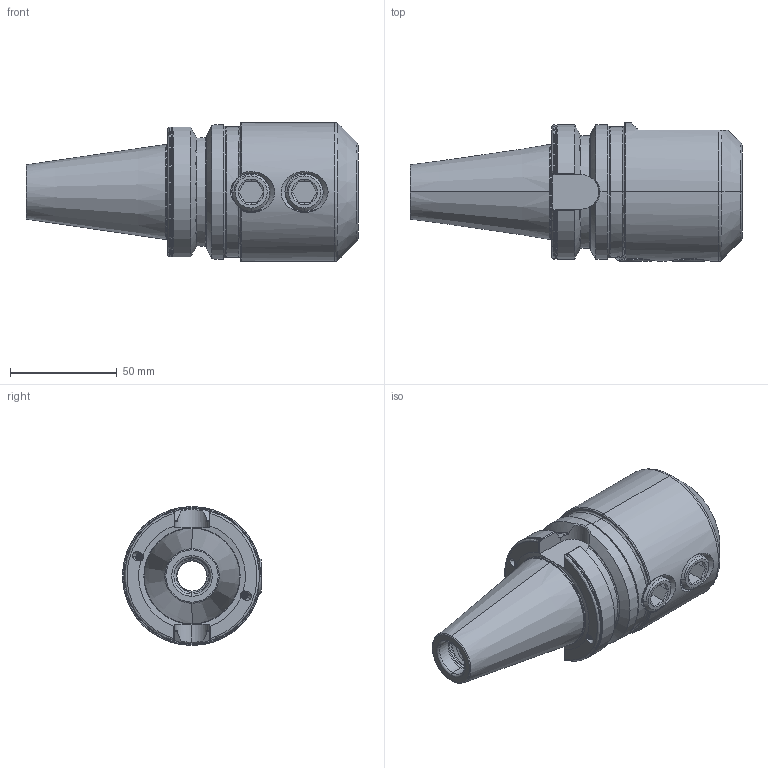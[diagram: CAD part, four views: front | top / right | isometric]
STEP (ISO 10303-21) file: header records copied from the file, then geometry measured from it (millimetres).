
FILE_DESCRIPTION (( 'STEP AP203' ), '1' );
FILE_NAME ('DC.406.04.25.STEP', '2017-10-18T03:11:10', ( '' ), ( '' ), 'SwSTEP 2.0', 'SolidWorks 2012', '' );
FILE_SCHEMA (( 'CONFIG_CONTROL_DESIGN' ));
Length unit declared in the file: millimetre
Products named in the file (3): 側固18_M18x2_20L; DC.406.04.25
Assembly tree (3 placements, depth 2):
  DC.406.04.25
    DC.406.04.25
    側固18_M18x2_20L  x2
Bounding box: 155.4 x 65 x 65 mm (x, y, z)
Volume: 278035.9 mm3; surface area: 49606.3 mm2
Topology: 3 solids, 3 shells, 341 faces, 945 edges, 607 vertices
Faces by surface type: cylinder 161, plane 54, cone 48, torus 41, bspline 37
Entity records: 28555 total; most frequent: CARTESIAN_POINT 21655, ORIENTED_EDGE 1678, DIRECTION 1084, EDGE_CURVE 839, VERTEX_POINT 540, AXIS2_PLACEMENT_3D 433, EDGE_LOOP 311, ADVANCED_FACE 302
